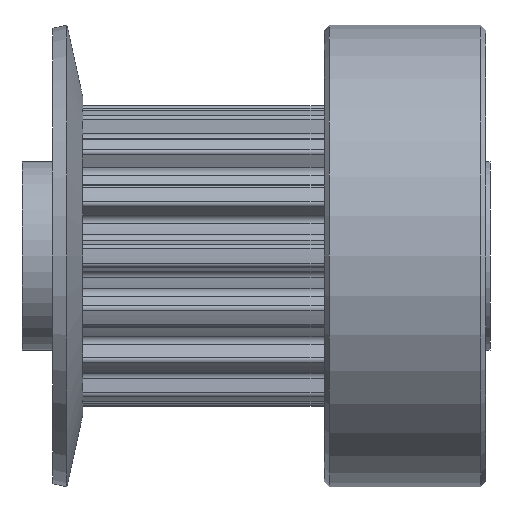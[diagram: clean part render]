
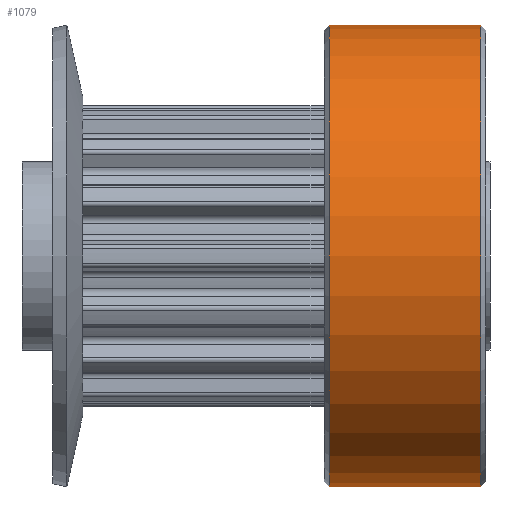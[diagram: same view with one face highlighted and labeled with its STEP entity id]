
A CAD part, front view. The second image highlights one B-rep face of the part: STEP entity #1079.
In plain terms, the highlighted cylindrical face has radius 7.048 mm (diameter 14.097 mm), a partial arc.
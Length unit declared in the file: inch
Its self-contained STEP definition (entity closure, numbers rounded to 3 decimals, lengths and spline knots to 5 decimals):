
#103 = DIRECTION ( 'NONE',  ( 0., 0., -1. ) ) ;
#172 = CARTESIAN_POINT ( 'NONE',  ( 0.08805, 0., 0. ) ) ;
#728 = ORIENTED_EDGE ( 'NONE', *, *, #5586, .T. ) ;
#733 = DIRECTION ( 'NONE',  ( 0., 0., 1. ) ) ;
#826 = VERTEX_POINT ( 'NONE', #3912 ) ;
#852 = ORIENTED_EDGE ( 'NONE', *, *, #1837, .F. ) ;
#937 = EDGE_CURVE ( 'NONE', #5782, #5269, #3887, .T. ) ;
#1079 = ADVANCED_FACE ( 'NONE', ( #6082 ), #2850, .T. ) ;
#1171 = LINE ( 'NONE', #1295, #6813 ) ;
#1295 = CARTESIAN_POINT ( 'NONE',  ( -0.31404, 0., 0.2775 ) ) ;
#1700 = ORIENTED_EDGE ( 'NONE', *, *, #3183, .T. ) ;
#1837 = EDGE_CURVE ( 'NONE', #826, #5269, #6576, .T. ) ;
#1860 = CARTESIAN_POINT ( 'NONE',  ( 0.08805, 0., 0.2775 ) ) ;
#2620 = CARTESIAN_POINT ( 'NONE',  ( -0.31404, 0., -0.2775 ) ) ;
#2850 = CYLINDRICAL_SURFACE ( 'NONE', #4515, 0.2775 ) ;
#3033 = DIRECTION ( 'NONE',  ( 0., 0., 1. ) ) ;
#3183 = EDGE_CURVE ( 'NONE', #5615, #5782, #1171, .T. ) ;
#3397 = DIRECTION ( 'NONE',  ( -1., 0., 0. ) ) ;
#3422 = CARTESIAN_POINT ( 'NONE',  ( 0.26995, 0., 0.2775 ) ) ;
#3887 = CIRCLE ( 'NONE', #5012, 0.2775 ) ;
#3912 = CARTESIAN_POINT ( 'NONE',  ( 0.26995, 0., -0.2775 ) ) ;
#4036 = DIRECTION ( 'NONE',  ( 1., 0., 0. ) ) ;
#4119 = DIRECTION ( 'NONE',  ( -1., 0., 0. ) ) ;
#4515 = AXIS2_PLACEMENT_3D ( 'NONE', #6298, #4119, #3033 ) ;
#4662 = CARTESIAN_POINT ( 'NONE',  ( 0.08805, 0., -0.2775 ) ) ;
#4667 = AXIS2_PLACEMENT_3D ( 'NONE', #6657, #3397, #103 ) ;
#4700 = CIRCLE ( 'NONE', #4667, 0.2775 ) ;
#5012 = AXIS2_PLACEMENT_3D ( 'NONE', #172, #4036, #733 ) ;
#5119 = DIRECTION ( 'NONE',  ( -1., 0., 0. ) ) ;
#5269 = VERTEX_POINT ( 'NONE', #4662 ) ;
#5586 = EDGE_CURVE ( 'NONE', #826, #5615, #4700, .T. ) ;
#5615 = VERTEX_POINT ( 'NONE', #3422 ) ;
#5782 = VERTEX_POINT ( 'NONE', #1860 ) ;
#5979 = EDGE_LOOP ( 'NONE', ( #852, #728, #1700, #6416 ) ) ;
#6082 = FACE_OUTER_BOUND ( 'NONE', #5979, .T. ) ;
#6298 = CARTESIAN_POINT ( 'NONE',  ( -0.31404, 0., 0. ) ) ;
#6401 = VECTOR ( 'NONE', #6430, 39.37008 ) ;
#6416 = ORIENTED_EDGE ( 'NONE', *, *, #937, .T. ) ;
#6430 = DIRECTION ( 'NONE',  ( -1., 0., 0. ) ) ;
#6576 = LINE ( 'NONE', #2620, #6401 ) ;
#6657 = CARTESIAN_POINT ( 'NONE',  ( 0.26995, 0., 0. ) ) ;
#6813 = VECTOR ( 'NONE', #5119, 39.37008 ) ;
